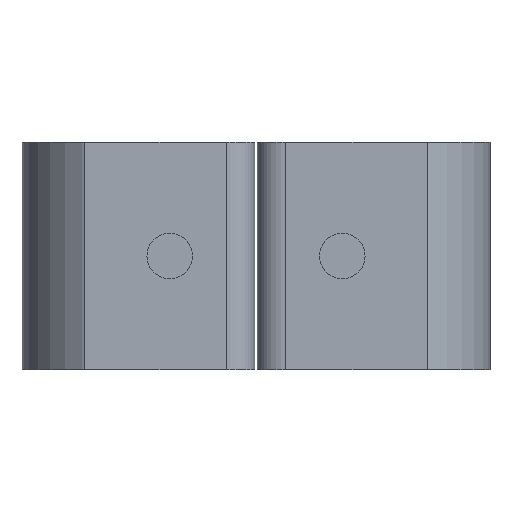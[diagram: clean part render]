
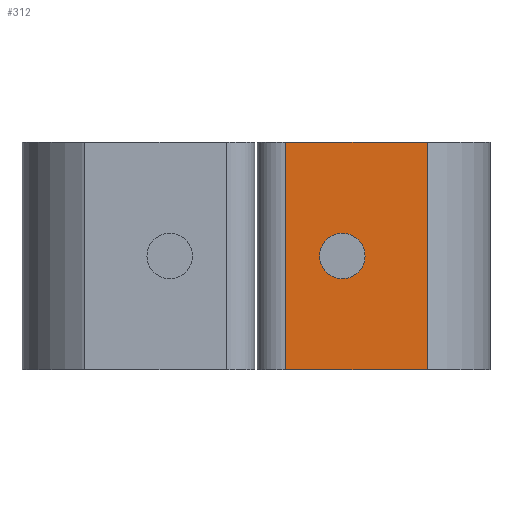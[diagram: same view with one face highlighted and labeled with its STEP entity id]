
A CAD part, front view. The second image highlights one B-rep face of the part: STEP entity #312.
In plain terms, the highlighted planar face has unit normal (0, -1, 0).
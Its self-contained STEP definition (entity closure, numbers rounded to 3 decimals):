
#10 = DIRECTION ( 'NONE',  ( 0., 0., 1. ) ) ;
#11 = EDGE_CURVE ( 'NONE', #808, #1656, #1434, .T. ) ;
#31 = CARTESIAN_POINT ( 'NONE',  ( 15.2, -50., 0. ) ) ;
#75 = CARTESIAN_POINT ( 'NONE',  ( 11.2, -50., 0. ) ) ;
#81 = CARTESIAN_POINT ( 'NONE',  ( 30.2, -50., 20. ) ) ;
#85 = VECTOR ( 'NONE', #272, 1000. ) ;
#142 = ORIENTED_EDGE ( 'NONE', *, *, #11, .F. ) ;
#175 = ORIENTED_EDGE ( 'NONE', *, *, #1562, .T. ) ;
#272 = DIRECTION ( 'NONE',  ( 0., 0., 1. ) ) ;
#279 = AXIS2_PLACEMENT_3D ( 'NONE', #31, #1060, #1191 ) ;
#280 = AXIS2_PLACEMENT_3D ( 'NONE', #1365, #1508, #648 ) ;
#288 = VECTOR ( 'NONE', #1085, 1000. ) ;
#312 = ADVANCED_FACE ( 'NONE', ( #778, #1139 ), #359, .T. ) ;
#348 = AXIS2_PLACEMENT_3D ( 'NONE', #1004, #1526, #629 ) ;
#359 = PLANE ( 'NONE',  #280 ) ;
#376 = ORIENTED_EDGE ( 'NONE', *, *, #1520, .F. ) ;
#399 = VECTOR ( 'NONE', #10, 1000. ) ;
#464 = CARTESIAN_POINT ( 'NONE',  ( 5.2, -50., -20. ) ) ;
#477 = CARTESIAN_POINT ( 'NONE',  ( 5.2, -50., -20. ) ) ;
#479 = EDGE_LOOP ( 'NONE', ( #803, #516, #376, #175 ) ) ;
#481 = VERTEX_POINT ( 'NONE', #1343 ) ;
#516 = ORIENTED_EDGE ( 'NONE', *, *, #827, .F. ) ;
#522 = VERTEX_POINT ( 'NONE', #477 ) ;
#539 = LINE ( 'NONE', #1564, #85 ) ;
#554 = VERTEX_POINT ( 'NONE', #81 ) ;
#629 = DIRECTION ( 'NONE',  ( 0., 0., -1. ) ) ;
#648 = DIRECTION ( 'NONE',  ( 0., 0., -1. ) ) ;
#681 = CARTESIAN_POINT ( 'NONE',  ( 19.2, -50., 0. ) ) ;
#778 = FACE_BOUND ( 'NONE', #1558, .T. ) ;
#803 = ORIENTED_EDGE ( 'NONE', *, *, #1477, .T. ) ;
#808 = VERTEX_POINT ( 'NONE', #75 ) ;
#827 = EDGE_CURVE ( 'NONE', #1617, #554, #1342, .T. ) ;
#917 = CARTESIAN_POINT ( 'NONE',  ( 30.2, -50., -20. ) ) ;
#924 = CARTESIAN_POINT ( 'NONE',  ( 5.2, -50., 20. ) ) ;
#946 = CIRCLE ( 'NONE', #279, 4. ) ;
#949 = VECTOR ( 'NONE', #1552, 1000. ) ;
#1004 = CARTESIAN_POINT ( 'NONE',  ( 15.2, -50., 0. ) ) ;
#1060 = DIRECTION ( 'NONE',  ( 0., -1., 0. ) ) ;
#1080 = ORIENTED_EDGE ( 'NONE', *, *, #1654, .F. ) ;
#1085 = DIRECTION ( 'NONE',  ( 1., 0., 0. ) ) ;
#1139 = FACE_OUTER_BOUND ( 'NONE', #479, .T. ) ;
#1191 = DIRECTION ( 'NONE',  ( 0., 0., -1. ) ) ;
#1262 = LINE ( 'NONE', #464, #288 ) ;
#1319 = LINE ( 'NONE', #917, #399 ) ;
#1342 = LINE ( 'NONE', #924, #949 ) ;
#1343 = CARTESIAN_POINT ( 'NONE',  ( 30.2, -50., -20. ) ) ;
#1365 = CARTESIAN_POINT ( 'NONE',  ( 5.2, -50., -20. ) ) ;
#1434 = CIRCLE ( 'NONE', #348, 4. ) ;
#1443 = CARTESIAN_POINT ( 'NONE',  ( 5.2, -50., 20. ) ) ;
#1477 = EDGE_CURVE ( 'NONE', #481, #554, #1319, .T. ) ;
#1508 = DIRECTION ( 'NONE',  ( 0., -1., 0. ) ) ;
#1520 = EDGE_CURVE ( 'NONE', #522, #1617, #539, .T. ) ;
#1526 = DIRECTION ( 'NONE',  ( 0., -1., 0. ) ) ;
#1552 = DIRECTION ( 'NONE',  ( 1., 0., 0. ) ) ;
#1558 = EDGE_LOOP ( 'NONE', ( #142, #1080 ) ) ;
#1562 = EDGE_CURVE ( 'NONE', #522, #481, #1262, .T. ) ;
#1564 = CARTESIAN_POINT ( 'NONE',  ( 5.2, -50., -20. ) ) ;
#1617 = VERTEX_POINT ( 'NONE', #1443 ) ;
#1654 = EDGE_CURVE ( 'NONE', #1656, #808, #946, .T. ) ;
#1656 = VERTEX_POINT ( 'NONE', #681 ) ;
